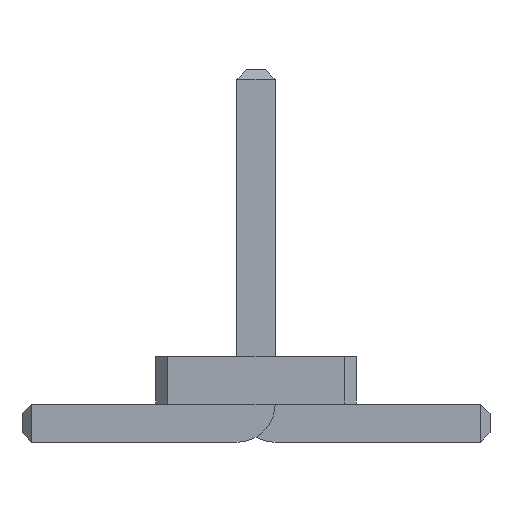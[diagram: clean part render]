
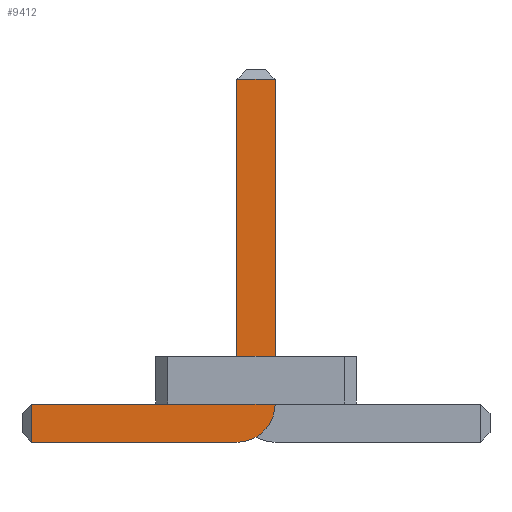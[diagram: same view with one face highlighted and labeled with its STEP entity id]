
A CAD part, front view. The second image highlights one B-rep face of the part: STEP entity #9412.
In plain terms, the highlighted planar face has unit normal (0, -1, 0).
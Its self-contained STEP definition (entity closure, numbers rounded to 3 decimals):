
#56=DIRECTION('',(0.,-1.,0.));
#67=DIRECTION('',(1.,0.,0.));
#1979=VECTOR('',#67,1.);
#2032=DIRECTION('',(-1.,0.,0.));
#3941=VECTOR('',#2032,1.);
#4201=DIRECTION('',(0.,0.,-1.));
#4220=VECTOR('',#4201,1.);
#9242=VECTOR('',#9243,1.);
#9243=DIRECTION('',(0.,0.,1.));
#9265=DIRECTION('',(0.,-1.,0.));
#9266=DIRECTION('',(-1.,0.,0.));
#9273=VERTEX_POINT('',#9274);
#9274=CARTESIAN_POINT('',(-2.35,-21.155,0.));
#9277=ORIENTED_EDGE('',*,*,#9278,.T.);
#9278=EDGE_CURVE('',#9273,#9279,#9281,.T.);
#9279=VERTEX_POINT('',#9280);
#9280=CARTESIAN_POINT('',(-0.2,-21.155,0.));
#9281=LINE('',#9282,#1979);
#9282=CARTESIAN_POINT('',(-2.45,-21.155,0.));
#9314=VERTEX_POINT('',#9315);
#9315=CARTESIAN_POINT('',(0.2,-21.155,0.4));
#9318=EDGE_CURVE('',#9279,#9314,#9319,.T.);
#9319=CIRCLE('',#9320,0.4);
#9320=AXIS2_PLACEMENT_3D('',#9321,#56,#4201);
#9321=CARTESIAN_POINT('',(-0.2,-21.155,0.4));
#9329=VERTEX_POINT('',#9321);
#9331=ORIENTED_EDGE('',*,*,#9332,.T.);
#9332=EDGE_CURVE('',#9329,#9333,#9335,.T.);
#9333=VERTEX_POINT('',#9334);
#9334=CARTESIAN_POINT('',(-2.35,-21.155,0.4));
#9335=LINE('',#9321,#3941);
#9345=ORIENTED_EDGE('',*,*,#9346,.T.);
#9346=EDGE_CURVE('',#9314,#9347,#9349,.T.);
#9347=VERTEX_POINT('',#9348);
#9348=CARTESIAN_POINT('',(0.2,-21.155,3.8));
#9349=LINE('',#9350,#9242);
#9350=CARTESIAN_POINT('',(0.2,-21.155,0.));
#9363=VERTEX_POINT('',#9364);
#9364=CARTESIAN_POINT('',(-0.2,-21.155,3.8));
#9366=ORIENTED_EDGE('',*,*,#9367,.T.);
#9367=EDGE_CURVE('',#9363,#9329,#9368,.T.);
#9368=LINE('',#9369,#4220);
#9369=CARTESIAN_POINT('',(-0.2,-21.155,3.9));
#9412=ADVANCED_FACE('',(#9413),#9422,.T.);
#9413=FACE_BOUND('',#9414,.T.);
#9414=EDGE_LOOP('',(#9277,#9415,#9345,#9416,#9366,#9331,#9419));
#9415=ORIENTED_EDGE('',*,*,#9318,.T.);
#9416=ORIENTED_EDGE('',*,*,#9417,.T.);
#9417=EDGE_CURVE('',#9347,#9363,#9418,.T.);
#9418=LINE('',#9348,#3941);
#9419=ORIENTED_EDGE('',*,*,#9420,.T.);
#9420=EDGE_CURVE('',#9333,#9273,#9421,.T.);
#9421=LINE('',#9334,#4220);
#9422=PLANE('',#9423);
#9423=AXIS2_PLACEMENT_3D('',#9424,#9265,#9266);
#9424=CARTESIAN_POINT('',(-0.524,-21.155,1.349));
